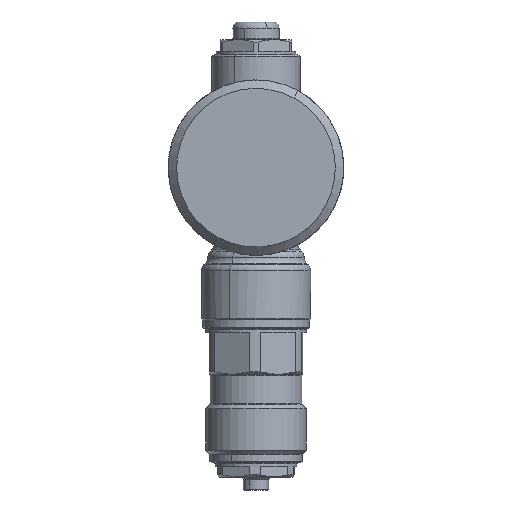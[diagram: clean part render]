
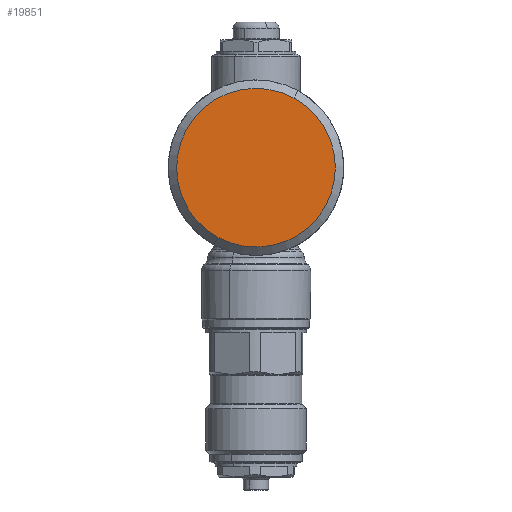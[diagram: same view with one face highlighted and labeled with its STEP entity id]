
A CAD part, front view. The second image highlights one B-rep face of the part: STEP entity #19851.
In plain terms, the highlighted planar face has unit normal (0, -1, 0).
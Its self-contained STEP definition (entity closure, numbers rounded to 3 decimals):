
#40=CARTESIAN_POINT('Vertex',(9.061,-29.5,16.586)) ;
#56=CARTESIAN_POINT('Vertex',(-9.061,-29.5,-16.586)) ;
#59=CARTESIAN_POINT('Axis2P3D Location',(0.,-29.5,0.)) ;
#76=CARTESIAN_POINT('Axis2P3D Location',(0.,-29.5,0.)) ;
#19842=CARTESIAN_POINT('Axis2P3D Location',(0.,-29.5,18.9)) ;
#60=DIRECTION('Axis2P3D Direction',(0.,1.,0.)) ;
#77=DIRECTION('Axis2P3D Direction',(0.,1.,0.)) ;
#19843=DIRECTION('Axis2P3D Direction',(-0.,1.,0.)) ;
#19844=DIRECTION('Axis2P3D XDirection',(1.,0.,0.)) ;
#61=AXIS2_PLACEMENT_3D('Circle Axis2P3D',#59,#60,$) ;
#78=AXIS2_PLACEMENT_3D('Circle Axis2P3D',#76,#77,$) ;
#19845=AXIS2_PLACEMENT_3D('Plane Axis2P3D',#19842,#19843,#19844) ;
#62=CIRCLE('generated circle',#61,18.9) ;
#79=CIRCLE('generated circle',#78,18.9) ;
#19846=PLANE('',#19845) ;
#63=EDGE_CURVE('',#57,#41,#62,.T.) ;
#80=EDGE_CURVE('',#41,#57,#79,.T.) ;
#19848=ORIENTED_EDGE('',*,*,#80,.F.) ;
#19849=ORIENTED_EDGE('',*,*,#63,.F.) ;
#19847=EDGE_LOOP('',(#19848,#19849)) ;
#41=VERTEX_POINT('',#40) ;
#57=VERTEX_POINT('',#56) ;
#19851=ADVANCED_FACE('Body.28',(#19850),#19846,.F.) ;
#19850=FACE_OUTER_BOUND('',#19847,.T.) ;
